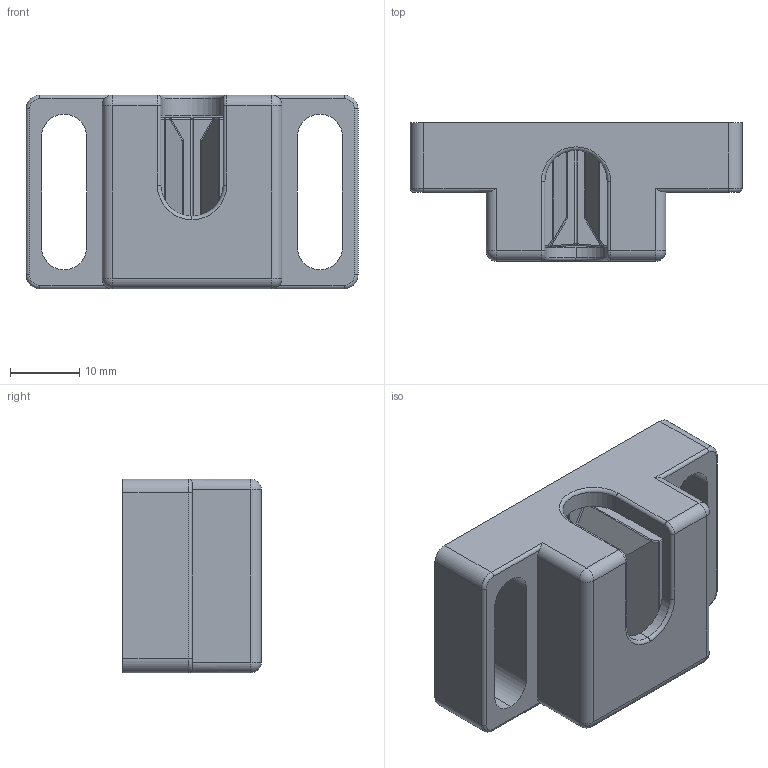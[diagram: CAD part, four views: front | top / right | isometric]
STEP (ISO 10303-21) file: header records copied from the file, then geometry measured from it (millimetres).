
FILE_DESCRIPTION(('STEP AP214'),'1');
FILE_NAME('fath_093043s02.stp','2017-04-20T09:16:11',('TraceParts'),('TraceParts S.A.'),'Spatial InterOp 3D',' ',' ');
FILE_SCHEMA(('automotive_design'));
Length unit declared in the file: millimetre
Products named in the file (6): fath_093043s02_1; fath_093043s02_2; fath_093043s02_3; fath_093043s02_4; fath_093043s02_5; fath_093043s02_6
Bounding box: 48 x 20 x 28 mm (x, y, z)
Volume: 12021.9 mm3; surface area: 11840.5 mm2
Topology: 6 solids, 6 shells, 433 faces, 1048 edges, 608 vertices
Faces by surface type: cylinder 160, plane 142, torus 63, sphere 35, bspline 25, cone 8
Entity records: 19654 total; most frequent: CARTESIAN_POINT 6082, DIRECTION 2186, ORIENTED_EDGE 2044, EDGE_CURVE 1022, AXIS2_PLACEMENT_3D 828, VERTEX_POINT 608, LINE 530, VECTOR 530
